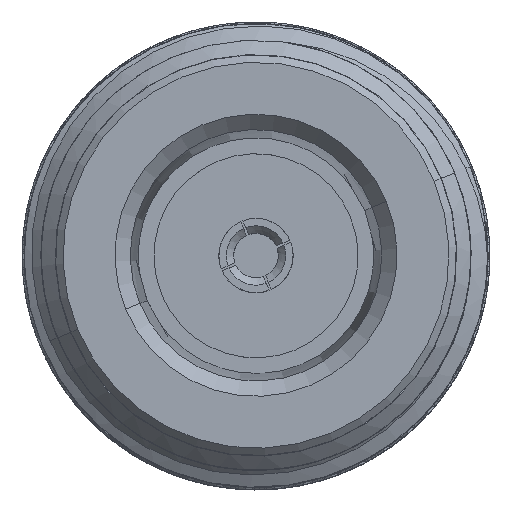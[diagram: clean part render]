
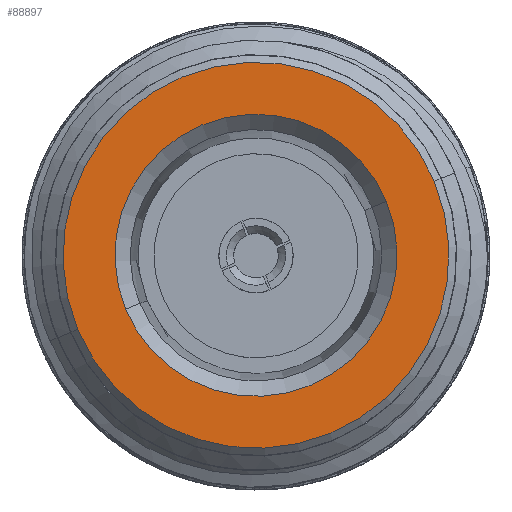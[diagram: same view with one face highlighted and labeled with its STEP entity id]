
A CAD part, top view. The second image highlights one B-rep face of the part: STEP entity #88897.
In plain terms, the highlighted face is planar.
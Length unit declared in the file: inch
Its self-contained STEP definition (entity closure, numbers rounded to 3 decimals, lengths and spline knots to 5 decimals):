
#56 = VERTEX_POINT ( 'NONE', #34348 ) ;
#3384 = CARTESIAN_POINT ( 'NONE',  ( 0., 0., 0. ) ) ;
#4614 = EDGE_LOOP ( 'NONE', ( #78021, #32152 ) ) ;
#6314 = VERTEX_POINT ( 'NONE', #56103 ) ;
#7970 = CIRCLE ( 'NONE', #44527, 0.19 ) ;
#12997 = DIRECTION ( 'NONE',  ( 0., 0., 1. ) ) ;
#17056 = ORIENTED_EDGE ( 'NONE', *, *, #32704, .T. ) ;
#17774 = AXIS2_PLACEMENT_3D ( 'NONE', #55273, #96094, #45978 ) ;
#17937 = CIRCLE ( 'NONE', #17774, 0.26 ) ;
#20461 = VERTEX_POINT ( 'NONE', #55677 ) ;
#23492 = AXIS2_PLACEMENT_3D ( 'NONE', #73773, #73082, #89548 ) ;
#24531 = EDGE_CURVE ( 'NONE', #56, #6314, #26170, .T. ) ;
#26170 = CIRCLE ( 'NONE', #45608, 0.19 ) ;
#29670 = ORIENTED_EDGE ( 'NONE', *, *, #81565, .T. ) ;
#32152 = ORIENTED_EDGE ( 'NONE', *, *, #41085, .T. ) ;
#32225 = PLANE ( 'NONE',  #23492 ) ;
#32704 = EDGE_CURVE ( 'NONE', #37941, #20461, #42164, .T. ) ;
#34348 = CARTESIAN_POINT ( 'NONE',  ( 0., 0., 0.19 ) ) ;
#37941 = VERTEX_POINT ( 'NONE', #79261 ) ;
#38063 = FACE_OUTER_BOUND ( 'NONE', #64907, .T. ) ;
#41085 = EDGE_CURVE ( 'NONE', #6314, #56, #7970, .T. ) ;
#42164 = CIRCLE ( 'NONE', #101113, 0.26 ) ;
#44315 = DIRECTION ( 'NONE',  ( 0., 0., 1. ) ) ;
#44527 = AXIS2_PLACEMENT_3D ( 'NONE', #3384, #62217, #70490 ) ;
#45608 = AXIS2_PLACEMENT_3D ( 'NONE', #51479, #76557, #44315 ) ;
#45978 = DIRECTION ( 'NONE',  ( 0., 0., 1. ) ) ;
#51479 = CARTESIAN_POINT ( 'NONE',  ( 0., 0., 0. ) ) ;
#55273 = CARTESIAN_POINT ( 'NONE',  ( 0., 0., 0. ) ) ;
#55677 = CARTESIAN_POINT ( 'NONE',  ( 0., 0., -0.26 ) ) ;
#56103 = CARTESIAN_POINT ( 'NONE',  ( 0., 0., -0.19 ) ) ;
#62217 = DIRECTION ( 'NONE',  ( 1., 0., 0. ) ) ;
#62425 = FACE_BOUND ( 'NONE', #4614, .T. ) ;
#64907 = EDGE_LOOP ( 'NONE', ( #29670, #17056 ) ) ;
#69732 = DIRECTION ( 'NONE',  ( -1., 0., 0. ) ) ;
#70490 = DIRECTION ( 'NONE',  ( 0., 0., 1. ) ) ;
#73082 = DIRECTION ( 'NONE',  ( -1., 0., 0. ) ) ;
#73773 = CARTESIAN_POINT ( 'NONE',  ( 0., 0., 0. ) ) ;
#76557 = DIRECTION ( 'NONE',  ( 1., 0., 0. ) ) ;
#78021 = ORIENTED_EDGE ( 'NONE', *, *, #24531, .T. ) ;
#79261 = CARTESIAN_POINT ( 'NONE',  ( 0., 0., 0.26 ) ) ;
#81565 = EDGE_CURVE ( 'NONE', #20461, #37941, #17937, .T. ) ;
#85912 = CARTESIAN_POINT ( 'NONE',  ( 0., 0., 0. ) ) ;
#88897 = ADVANCED_FACE ( 'NONE', ( #38063, #62425 ), #32225, .T. ) ;
#89548 = DIRECTION ( 'NONE',  ( 0., 0., 1. ) ) ;
#96094 = DIRECTION ( 'NONE',  ( -1., 0., 0. ) ) ;
#101113 = AXIS2_PLACEMENT_3D ( 'NONE', #85912, #69732, #12997 ) ;
